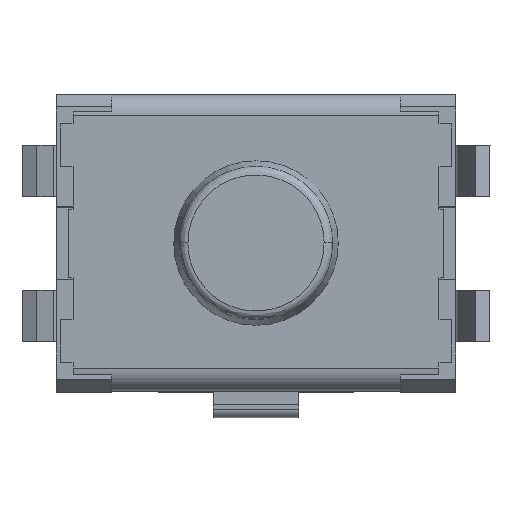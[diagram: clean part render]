
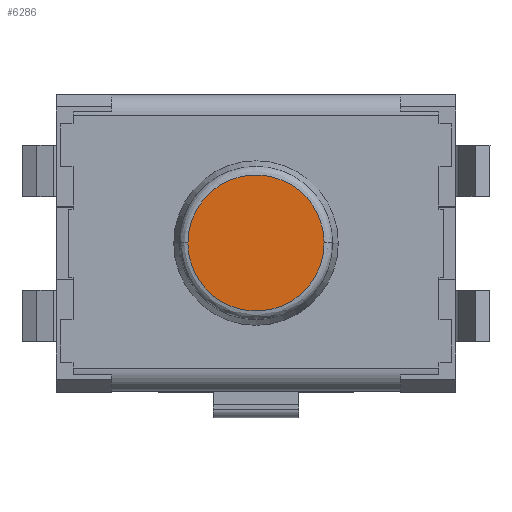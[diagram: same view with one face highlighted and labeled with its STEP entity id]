
A CAD part, top view. The second image highlights one B-rep face of the part: STEP entity #6286.
In plain terms, the highlighted planar face has unit normal (0, 0, 1).
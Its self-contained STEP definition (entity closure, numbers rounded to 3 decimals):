
#144 = CARTESIAN_POINT ( 'NONE',  ( -2.234, 2.282, 0.85 ) ) ;
#263 = AXIS2_PLACEMENT_3D ( 'NONE', #1798, #3952, #5917 ) ;
#403 = VERTEX_POINT ( 'NONE', #2857 ) ;
#1798 = CARTESIAN_POINT ( 'NONE',  ( -0.624, -0.127, 0.85 ) ) ;
#2504 = FACE_OUTER_BOUND ( 'NONE', #7293, .T. ) ;
#2857 = CARTESIAN_POINT ( 'NONE',  ( -2.234, 0.682, 0.85 ) ) ;
#3166 = EDGE_CURVE ( 'NONE', #5956, #403, #8485, .T. ) ;
#3331 = ORIENTED_EDGE ( 'NONE', *, *, #5659, .F. ) ;
#3698 = CARTESIAN_POINT ( 'NONE',  ( -0.634, 0.682, 0.85 ) ) ;
#3952 = DIRECTION ( 'NONE',  ( 0., 0., 1. ) ) ;
#4176 = CARTESIAN_POINT ( 'NONE',  ( -2.234, 0.682, 0.85 ) ) ;
#4659 = CARTESIAN_POINT ( 'NONE',  ( -0.634, 0.682, 0.85 ) ) ;
#5659 = EDGE_CURVE ( 'NONE', #403, #5956, #6641, .T. ) ;
#5795 = CARTESIAN_POINT ( 'NONE',  ( -2.234, 0.682, 0.85 ) ) ;
#5917 = DIRECTION ( 'NONE',  ( 1., 0., 0. ) ) ;
#5956 = VERTEX_POINT ( 'NONE', #4659 ) ;
#6068 = CARTESIAN_POINT ( 'NONE',  ( -0.634, 0.682, 0.85 ) ) ;
#6286 = ADVANCED_FACE ( 'NONE', ( #2504 ), #8632, .T. ) ;
#6641 =( BOUNDED_CURVE ( )  B_SPLINE_CURVE ( 3, ( #4176, #144, #7382, #6068 ),
 .UNSPECIFIED., .F., .T. ) 
 B_SPLINE_CURVE_WITH_KNOTS ( ( 4, 4 ),
 ( 0., 1. ),
 .UNSPECIFIED. ) 
 CURVE ( )  GEOMETRIC_REPRESENTATION_ITEM ( )  RATIONAL_B_SPLINE_CURVE ( ( 1., 0.333, 0.333, 1. ) ) 
 REPRESENTATION_ITEM ( '' )  );
#7293 = EDGE_LOOP ( 'NONE', ( #7828, #3331 ) ) ;
#7382 = CARTESIAN_POINT ( 'NONE',  ( -0.634, 2.282, 0.85 ) ) ;
#7680 = CARTESIAN_POINT ( 'NONE',  ( -0.634, -0.918, 0.85 ) ) ;
#7771 = CARTESIAN_POINT ( 'NONE',  ( -2.234, -0.918, 0.85 ) ) ;
#7828 = ORIENTED_EDGE ( 'NONE', *, *, #3166, .F. ) ;
#8485 =( BOUNDED_CURVE ( )  B_SPLINE_CURVE ( 3, ( #3698, #7680, #7771, #5795 ),
 .UNSPECIFIED., .F., .T. ) 
 B_SPLINE_CURVE_WITH_KNOTS ( ( 4, 4 ),
 ( 0., 1. ),
 .UNSPECIFIED. ) 
 CURVE ( )  GEOMETRIC_REPRESENTATION_ITEM ( )  RATIONAL_B_SPLINE_CURVE ( ( 1., 0.333, 0.333, 1. ) ) 
 REPRESENTATION_ITEM ( '' )  );
#8632 = PLANE ( 'NONE',  #263 ) ;
